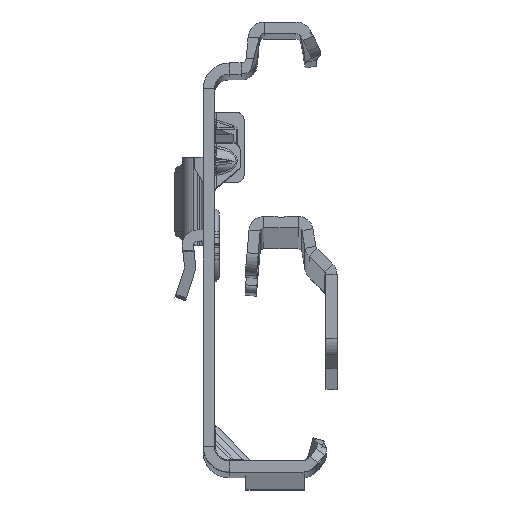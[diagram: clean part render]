
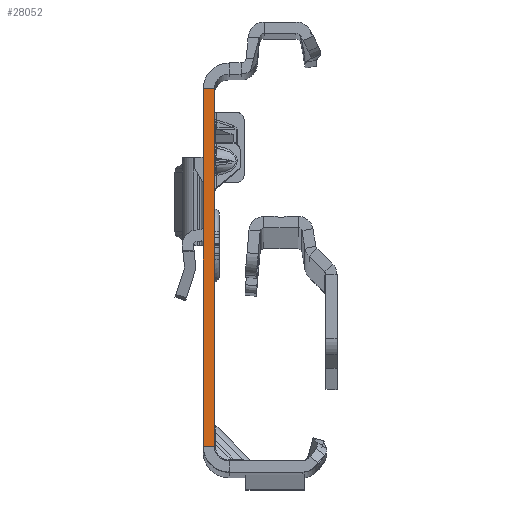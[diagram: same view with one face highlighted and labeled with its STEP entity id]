
A CAD part, top view. The second image highlights one B-rep face of the part: STEP entity #28052.
In plain terms, the highlighted planar face has unit normal (0, 0, 1).
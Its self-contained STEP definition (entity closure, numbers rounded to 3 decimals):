
#312 = PLANE ( 'NONE',  #43253 ) ;
#3268 = CARTESIAN_POINT ( 'NONE',  ( 0., -25.865, 0. ) ) ;
#3971 = DIRECTION ( 'NONE',  ( 0., 0., 1. ) ) ;
#5906 = VERTEX_POINT ( 'NONE', #19209 ) ;
#6832 = VERTEX_POINT ( 'NONE', #28107 ) ;
#8687 = FACE_OUTER_BOUND ( 'NONE', #37897, .T. ) ;
#13972 = DIRECTION ( 'NONE',  ( -1., 0., 0. ) ) ;
#16698 = CARTESIAN_POINT ( 'NONE',  ( -1.5, -27.865, 0. ) ) ;
#17576 = VERTEX_POINT ( 'NONE', #3268 ) ;
#19209 = CARTESIAN_POINT ( 'NONE',  ( -1.5, -25.865, 0. ) ) ;
#21145 = LINE ( 'NONE', #16698, #32620 ) ;
#24119 = EDGE_CURVE ( 'NONE', #6832, #32971, #24548, .T. ) ;
#24548 = LINE ( 'NONE', #38484, #43529 ) ;
#24925 = DIRECTION ( 'NONE',  ( 1., 0., 0. ) ) ;
#27515 = ORIENTED_EDGE ( 'NONE', *, *, #35552, .F. ) ;
#28052 = ADVANCED_FACE ( 'NONE', ( #8687 ), #312, .T. ) ;
#28107 = CARTESIAN_POINT ( 'NONE',  ( 0., 22.135, 0. ) ) ;
#29918 = LINE ( 'NONE', #39407, #33887 ) ;
#31456 = CARTESIAN_POINT ( 'NONE',  ( -1.5, 22.135, 0. ) ) ;
#31659 = CARTESIAN_POINT ( 'NONE',  ( 0., -27.865, 0. ) ) ;
#31771 = EDGE_CURVE ( 'NONE', #32971, #5906, #21145, .T. ) ;
#32620 = VECTOR ( 'NONE', #45773, 1000. ) ;
#32971 = VERTEX_POINT ( 'NONE', #31456 ) ;
#33190 = DIRECTION ( 'NONE',  ( -1., 0., 0. ) ) ;
#33311 = EDGE_CURVE ( 'NONE', #6832, #17576, #43961, .T. ) ;
#33887 = VECTOR ( 'NONE', #13972, 1000. ) ;
#35552 = EDGE_CURVE ( 'NONE', #17576, #5906, #29918, .T. ) ;
#35560 = DIRECTION ( 'NONE',  ( 0., -1., 0. ) ) ;
#37897 = EDGE_LOOP ( 'NONE', ( #54149, #54105, #52069, #27515 ) ) ;
#38484 = CARTESIAN_POINT ( 'NONE',  ( 0., 22.135, 0. ) ) ;
#39407 = CARTESIAN_POINT ( 'NONE',  ( 0., -25.865, 0. ) ) ;
#43253 = AXIS2_PLACEMENT_3D ( 'NONE', #46719, #3971, #24925 ) ;
#43529 = VECTOR ( 'NONE', #33190, 1000. ) ;
#43961 = LINE ( 'NONE', #31659, #55134 ) ;
#45773 = DIRECTION ( 'NONE',  ( 0., -1., 0. ) ) ;
#46719 = CARTESIAN_POINT ( 'NONE',  ( -1.5, -27.865, 0. ) ) ;
#52069 = ORIENTED_EDGE ( 'NONE', *, *, #31771, .T. ) ;
#54105 = ORIENTED_EDGE ( 'NONE', *, *, #24119, .T. ) ;
#54149 = ORIENTED_EDGE ( 'NONE', *, *, #33311, .F. ) ;
#55134 = VECTOR ( 'NONE', #35560, 1000. ) ;
